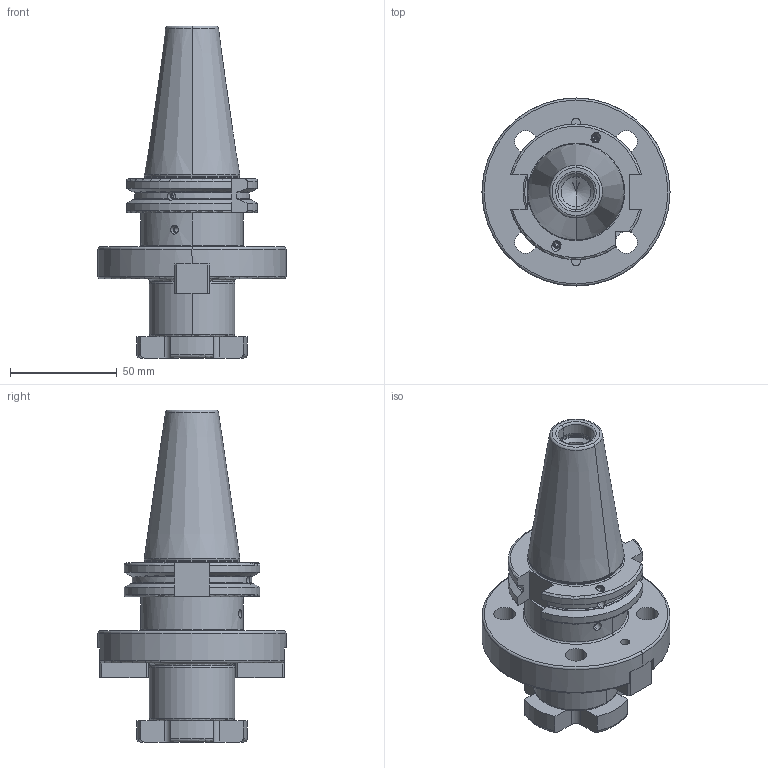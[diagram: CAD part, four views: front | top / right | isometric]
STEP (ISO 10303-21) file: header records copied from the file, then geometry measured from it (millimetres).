
FILE_DESCRIPTION((''),'2;1');
FILE_NAME('402_11_40','2020-09-01T',('104091'),(''),'CREO PARAMETRIC BY PTC INC, 2016260','CREO PARAMETRIC BY PTC INC, 2016260','');
FILE_SCHEMA(('CONFIG_CONTROL_DESIGN'));
Length unit declared in the file: millimetre
Products named in the file (1): 402_11_40
Bounding box: 88 x 88 x 155.4 mm (x, y, z)
Volume: 265466.7 mm3; surface area: 49885.9 mm2
Topology: 1 solids, 4 shells, 331 faces, 824 edges, 508 vertices
Faces by surface type: plane 124, cylinder 101, cone 56, torus 50
Entity records: 10614 total; most frequent: CARTESIAN_POINT 2649, DIRECTION 1710, ORIENTED_EDGE 1632, EDGE_CURVE 816, AXIS2_PLACEMENT_3D 669, VERTEX_POINT 508, VECTOR 372, LINE 372
